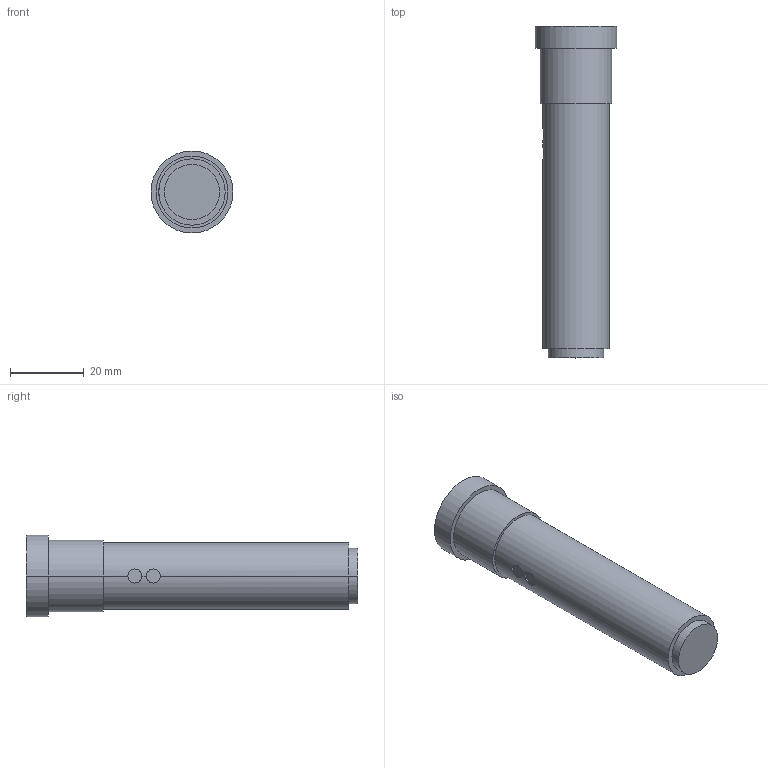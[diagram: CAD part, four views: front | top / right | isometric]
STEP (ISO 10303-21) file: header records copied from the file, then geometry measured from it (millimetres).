
FILE_DESCRIPTION((''),'2;1');
FILE_NAME('DM_CAD-3167_SW0001','2017-08-01T',('creinig-se'),(''),'PRO/ENGINEER BY PARAMETRIC TECHNOLOGY CORPORATION, 2015440','PRO/ENGINEER BY PARAMETRIC TECHNOLOGY CORPORATION, 2015440','');
FILE_SCHEMA(('CONFIG_CONTROL_DESIGN'));
Length unit declared in the file: millimetre
Products named in the file (1): DM_CAD-3167_SW0001
Bounding box: 22.23 x 90 x 22.23 mm (x, y, z)
Volume: 22542.7 mm3; surface area: 6574.2 mm2
Topology: 1 solids, 1 shells, 60 faces, 204 edges, 208 vertices
Faces by surface type: cylinder 31, plane 18, cone 6, torus 5
Entity records: 2975 total; most frequent: CARTESIAN_POINT 583, DIRECTION 396, ORIENTED_EDGE 306, AXIS2_PLACEMENT_3D 157, EDGE_CURVE 153, PRESENTATION_STYLE_ASSIGNMENT 112, STYLED_ITEM 112, VERTEX_POINT 106
